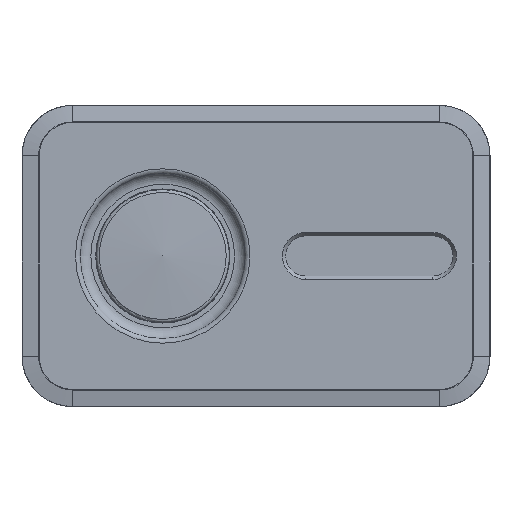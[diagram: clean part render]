
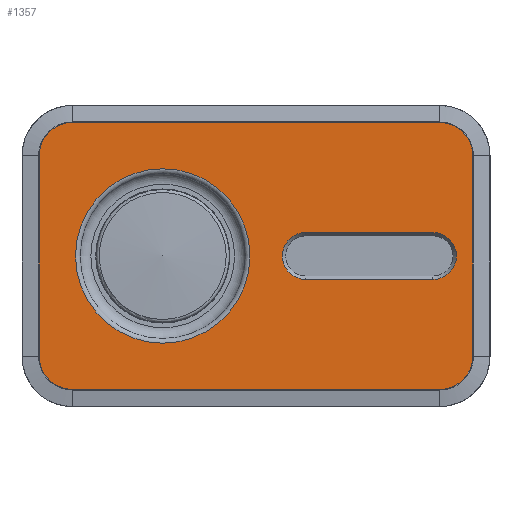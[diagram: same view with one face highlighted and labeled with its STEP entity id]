
A CAD part, top view. The second image highlights one B-rep face of the part: STEP entity #1357.
In plain terms, the highlighted planar face has unit normal (0, 0, 1).
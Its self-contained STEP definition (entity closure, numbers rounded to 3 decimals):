
#506=CIRCLE('',#25656,7.);
#507=CIRCLE('',#25657,7.);
#508=CIRCLE('',#25658,26.053);
#936=FACE_BOUND('',#4936,.T.);
#937=FACE_BOUND('',#4937,.T.);
#938=FACE_BOUND('',#4938,.T.);
#1207=B_SPLINE_CURVE_WITH_KNOTS('',3,(#34200,#34201,#34202,#34203,#34204,
#34205),.UNSPECIFIED.,.F.,.F.,(4,2,4),(0.,0.5,1.),.UNSPECIFIED.);
#1208=B_SPLINE_CURVE_WITH_KNOTS('',3,(#34210,#34211,#34212,#34213,#34214,
#34215),.UNSPECIFIED.,.F.,.F.,(4,2,4),(0.,0.5,1.),.UNSPECIFIED.);
#1209=B_SPLINE_CURVE_WITH_KNOTS('',3,(#34219,#34220,#34221,#34222,#34223,
#34224),.UNSPECIFIED.,.F.,.F.,(4,2,4),(0.,0.5,1.),.UNSPECIFIED.);
#1210=B_SPLINE_CURVE_WITH_KNOTS('',3,(#34228,#34229,#34230,#34231,#34232,
#34233),.UNSPECIFIED.,.F.,.F.,(4,2,4),(0.,0.5,1.),.UNSPECIFIED.);
#1357=ADVANCED_FACE('',(#936,#937,#938),#2674,.F.);
#2674=PLANE('',#25659);
#4936=EDGE_LOOP('',(#6427,#6428,#6429,#6430,#6431,#6432,#6433,#6434));
#4937=EDGE_LOOP('',(#6435,#6436,#6437,#6438));
#4938=EDGE_LOOP('',(#6439));
#6427=ORIENTED_EDGE('',*,*,#16111,.T.);
#6428=ORIENTED_EDGE('',*,*,#16112,.T.);
#6429=ORIENTED_EDGE('',*,*,#16113,.T.);
#6430=ORIENTED_EDGE('',*,*,#16114,.T.);
#6431=ORIENTED_EDGE('',*,*,#16115,.T.);
#6432=ORIENTED_EDGE('',*,*,#16116,.T.);
#6433=ORIENTED_EDGE('',*,*,#16117,.T.);
#6434=ORIENTED_EDGE('',*,*,#16118,.T.);
#6435=ORIENTED_EDGE('',*,*,#16119,.T.);
#6436=ORIENTED_EDGE('',*,*,#16120,.T.);
#6437=ORIENTED_EDGE('',*,*,#16121,.T.);
#6438=ORIENTED_EDGE('',*,*,#16122,.T.);
#6439=ORIENTED_EDGE('',*,*,#16123,.T.);
#13745=VERTEX_POINT('',#34206);
#13746=VERTEX_POINT('',#34207);
#13747=VERTEX_POINT('',#34209);
#13748=VERTEX_POINT('',#34216);
#13749=VERTEX_POINT('',#34218);
#13750=VERTEX_POINT('',#34225);
#13751=VERTEX_POINT('',#34227);
#13752=VERTEX_POINT('',#34234);
#13753=VERTEX_POINT('',#34237);
#13754=VERTEX_POINT('',#34238);
#13755=VERTEX_POINT('',#34240);
#13756=VERTEX_POINT('',#34242);
#13757=VERTEX_POINT('',#34245);
#16111=EDGE_CURVE('',#13745,#13746,#1207,.T.);
#16112=EDGE_CURVE('',#13746,#13747,#19770,.T.);
#16113=EDGE_CURVE('',#13747,#13748,#1208,.T.);
#16114=EDGE_CURVE('',#13748,#13749,#19771,.T.);
#16115=EDGE_CURVE('',#13749,#13750,#1209,.T.);
#16116=EDGE_CURVE('',#13750,#13751,#19772,.T.);
#16117=EDGE_CURVE('',#13751,#13752,#1210,.T.);
#16118=EDGE_CURVE('',#13752,#13745,#19773,.T.);
#16119=EDGE_CURVE('',#13753,#13754,#506,.T.);
#16120=EDGE_CURVE('',#13754,#13755,#19774,.T.);
#16121=EDGE_CURVE('',#13755,#13756,#507,.T.);
#16122=EDGE_CURVE('',#13756,#13753,#19775,.T.);
#16123=EDGE_CURVE('',#13757,#13757,#508,.T.);
#19770=LINE('',#34208,#22715);
#19771=LINE('',#34217,#22716);
#19772=LINE('',#34226,#22717);
#19773=LINE('',#34235,#22718);
#19774=LINE('',#34239,#22719);
#19775=LINE('',#34243,#22720);
#22715=VECTOR('',#27529,1.);
#22716=VECTOR('',#27530,1.);
#22717=VECTOR('',#27531,1.);
#22718=VECTOR('',#27532,1.);
#22719=VECTOR('',#27535,1.);
#22720=VECTOR('',#27538,1.);
#25656=AXIS2_PLACEMENT_3D('',#34236,#27533,#27534);
#25657=AXIS2_PLACEMENT_3D('',#34241,#27536,#27537);
#25658=AXIS2_PLACEMENT_3D('',#34244,#27539,#27540);
#25659=AXIS2_PLACEMENT_3D('',#34246,#27541,#27542);
#27529=DIRECTION('',(0.,1.,0.));
#27530=DIRECTION('',(-1.,0.,0.));
#27531=DIRECTION('',(0.,-1.,0.));
#27532=DIRECTION('',(1.,0.,0.));
#27533=DIRECTION('',(0.,0.,-1.));
#27534=DIRECTION('',(-1.,0.,0.));
#27535=DIRECTION('',(-1.,0.,0.));
#27536=DIRECTION('',(0.,0.,-1.));
#27537=DIRECTION('',(-1.,0.,0.));
#27538=DIRECTION('',(1.,0.,0.));
#27539=DIRECTION('',(0.,0.,-1.));
#27540=DIRECTION('',(-1.,0.,0.));
#27541=DIRECTION('',(0.,0.,-1.));
#27542=DIRECTION('',(0.,1.,0.));
#34200=CARTESIAN_POINT('',(281.86,-36.589,-20.05));
#34201=CARTESIAN_POINT('',(284.473,-36.602,-20.05));
#34202=CARTESIAN_POINT('',(287.038,-35.514,-20.05));
#34203=CARTESIAN_POINT('',(290.676,-31.875,-20.05));
#34204=CARTESIAN_POINT('',(291.765,-29.309,-20.05));
#34205=CARTESIAN_POINT('',(291.752,-26.696,-20.05));
#34206=CARTESIAN_POINT('',(281.86,-36.589,-20.05));
#34207=CARTESIAN_POINT('',(291.752,-26.696,-20.05));
#34208=CARTESIAN_POINT('',(291.752,33.238,-20.05));
#34209=CARTESIAN_POINT('',(291.752,33.238,-20.05));
#34210=CARTESIAN_POINT('',(291.752,33.238,-20.05));
#34211=CARTESIAN_POINT('',(291.765,35.852,-20.05));
#34212=CARTESIAN_POINT('',(290.677,38.416,-20.05));
#34213=CARTESIAN_POINT('',(287.039,42.055,-20.05));
#34214=CARTESIAN_POINT('',(284.473,43.144,-20.05));
#34215=CARTESIAN_POINT('',(281.86,43.131,-20.05));
#34216=CARTESIAN_POINT('',(281.86,43.131,-20.05));
#34217=CARTESIAN_POINT('',(172.124,43.131,-20.05));
#34218=CARTESIAN_POINT('',(172.123,43.131,-20.05));
#34219=CARTESIAN_POINT('',(172.123,43.131,-20.05));
#34220=CARTESIAN_POINT('',(169.51,43.144,-20.05));
#34221=CARTESIAN_POINT('',(166.946,42.056,-20.05));
#34222=CARTESIAN_POINT('',(163.307,38.418,-20.05));
#34223=CARTESIAN_POINT('',(162.218,35.851,-20.05));
#34224=CARTESIAN_POINT('',(162.231,33.238,-20.05));
#34225=CARTESIAN_POINT('',(162.231,33.238,-20.05));
#34226=CARTESIAN_POINT('',(162.231,-26.696,-20.05));
#34227=CARTESIAN_POINT('',(162.231,-26.697,-20.05));
#34228=CARTESIAN_POINT('',(162.231,-26.697,-20.05));
#34229=CARTESIAN_POINT('',(162.218,-29.31,-20.05));
#34230=CARTESIAN_POINT('',(163.307,-31.875,-20.05));
#34231=CARTESIAN_POINT('',(166.945,-35.513,-20.05));
#34232=CARTESIAN_POINT('',(169.511,-36.602,-20.05));
#34233=CARTESIAN_POINT('',(172.124,-36.589,-20.05));
#34234=CARTESIAN_POINT('',(172.124,-36.589,-20.05));
#34235=CARTESIAN_POINT('',(281.859,-36.589,-20.05));
#34236=CARTESIAN_POINT('',(279.857,3.271,-20.05));
#34237=CARTESIAN_POINT('',(279.857,10.271,-20.05));
#34238=CARTESIAN_POINT('',(279.857,-3.729,-20.05));
#34239=CARTESIAN_POINT('',(241.857,-3.729,-20.05));
#34240=CARTESIAN_POINT('',(241.857,-3.729,-20.05));
#34241=CARTESIAN_POINT('',(241.857,3.271,-20.05));
#34242=CARTESIAN_POINT('',(241.857,10.271,-20.05));
#34243=CARTESIAN_POINT('',(237.142,10.271,-20.05));
#34244=CARTESIAN_POINT('',(199.127,3.271,-20.05));
#34245=CARTESIAN_POINT('',(173.074,3.271,-20.05));
#34246=CARTESIAN_POINT('',(237.142,-1.779,-20.05));
